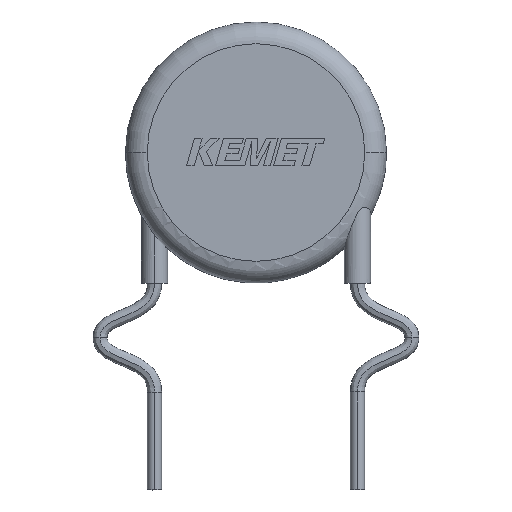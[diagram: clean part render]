
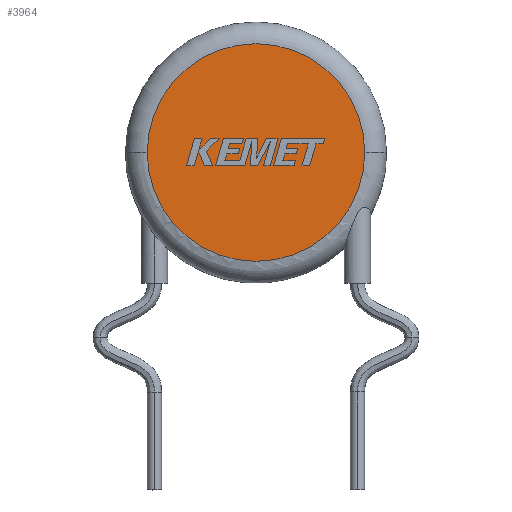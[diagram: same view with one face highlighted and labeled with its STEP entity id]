
A CAD part, top view. The second image highlights one B-rep face of the part: STEP entity #3964.
In plain terms, the highlighted planar face has unit normal (0, 0, 1).
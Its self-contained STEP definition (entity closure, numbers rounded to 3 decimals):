
#149 = ORIENTED_EDGE ( 'NONE', *, *, #2304, .T. ) ;
#254 = AXIS2_PLACEMENT_3D ( 'NONE', #3626, #1991, #3929 ) ;
#558 = VERTEX_POINT ( 'NONE', #3222 ) ;
#666 = EDGE_LOOP ( 'NONE', ( #149, #1476 ) ) ;
#673 = FACE_OUTER_BOUND ( 'NONE', #666, .T. ) ;
#809 = DIRECTION ( 'NONE',  ( 1., 0., 0. ) ) ;
#1366 = DIRECTION ( 'NONE',  ( 0., 0., 1. ) ) ;
#1426 = DIRECTION ( 'NONE',  ( 0., 0., 1. ) ) ;
#1476 = ORIENTED_EDGE ( 'NONE', *, *, #2938, .T. ) ;
#1494 = CARTESIAN_POINT ( 'NONE',  ( -5., 0., 5. ) ) ;
#1819 = VERTEX_POINT ( 'NONE', #1494 ) ;
#1991 = DIRECTION ( 'NONE',  ( 0., 0., 1. ) ) ;
#2217 = CIRCLE ( 'NONE', #2816, 5. ) ;
#2229 = CIRCLE ( 'NONE', #2399, 5. ) ;
#2304 = EDGE_CURVE ( 'NONE', #558, #1819, #2229, .T. ) ;
#2376 = PLANE ( 'NONE',  #254 ) ;
#2389 = DIRECTION ( 'NONE',  ( 1., 0., 0. ) ) ;
#2399 = AXIS2_PLACEMENT_3D ( 'NONE', #3097, #1426, #809 ) ;
#2816 = AXIS2_PLACEMENT_3D ( 'NONE', #3006, #1366, #2389 ) ;
#2938 = EDGE_CURVE ( 'NONE', #1819, #558, #2217, .T. ) ;
#3006 = CARTESIAN_POINT ( 'NONE',  ( 0., 0., 5. ) ) ;
#3097 = CARTESIAN_POINT ( 'NONE',  ( 0., 0., 5. ) ) ;
#3222 = CARTESIAN_POINT ( 'NONE',  ( 5., 0., 5. ) ) ;
#3626 = CARTESIAN_POINT ( 'NONE',  ( 0., 0., 5. ) ) ;
#3929 = DIRECTION ( 'NONE',  ( 1., 0., 0. ) ) ;
#3964 = ADVANCED_FACE ( 'NONE', ( #673 ), #2376, .T. ) ;
